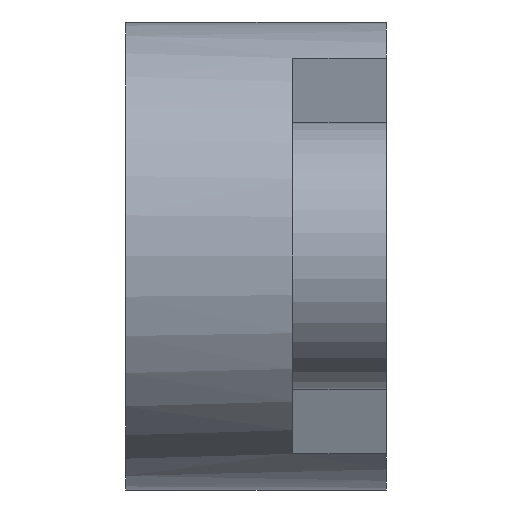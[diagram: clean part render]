
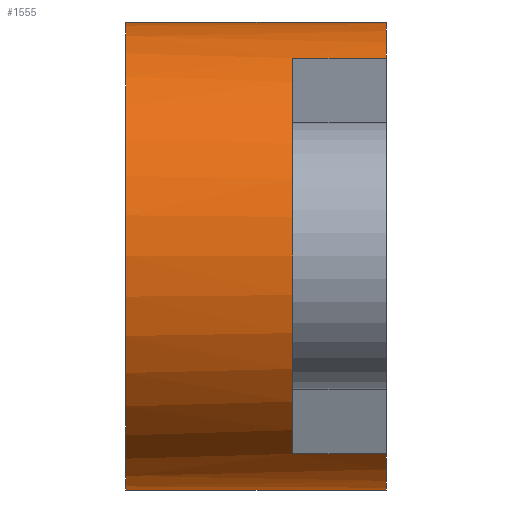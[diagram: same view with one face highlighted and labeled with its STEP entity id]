
A CAD part, left-side view. The second image highlights one B-rep face of the part: STEP entity #1555.
In plain terms, the highlighted cylindrical face has radius 3.5 mm (diameter 7 mm), a partial arc.
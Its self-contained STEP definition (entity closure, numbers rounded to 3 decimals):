
#106 = VERTEX_POINT('',#107);
#107 = CARTESIAN_POINT('',(0.,3.9,3.5));
#108 = VERTEX_POINT('',#109);
#109 = CARTESIAN_POINT('',(0.,3.9,-3.5));
#116 = EDGE_CURVE('',#106,#117,#119,.T.);
#117 = VERTEX_POINT('',#118);
#118 = CARTESIAN_POINT('',(0.,0.,3.5));
#119 = LINE('',#120,#121);
#120 = CARTESIAN_POINT('',(0.,3.9,3.5));
#121 = VECTOR('',#122,1.);
#122 = DIRECTION('',(-0.,-1.,-0.));
#159 = VERTEX_POINT('',#160);
#160 = CARTESIAN_POINT('',(0.,0.,-3.5));
#167 = EDGE_CURVE('',#108,#159,#168,.T.);
#168 = LINE('',#169,#170);
#169 = CARTESIAN_POINT('',(0.,3.9,-3.5));
#170 = VECTOR('',#171,1.);
#171 = DIRECTION('',(-0.,-1.,-0.));
#884 = VERTEX_POINT('',#885);
#885 = CARTESIAN_POINT('',(-1.869,1.4,2.959));
#891 = EDGE_CURVE('',#892,#884,#894,.T.);
#892 = VERTEX_POINT('',#893);
#893 = CARTESIAN_POINT('',(-1.869,1.4,-2.959));
#894 = CIRCLE('',#895,3.5);
#895 = AXIS2_PLACEMENT_3D('',#896,#897,#898);
#896 = CARTESIAN_POINT('',(0.,1.4,0.));
#897 = DIRECTION('',(0.,1.,0.));
#898 = DIRECTION('',(0.,-0.,1.));
#1176 = EDGE_CURVE('',#117,#1177,#1179,.T.);
#1177 = VERTEX_POINT('',#1178);
#1178 = CARTESIAN_POINT('',(-1.869,0.,2.959));
#1179 = CIRCLE('',#1180,3.5);
#1180 = AXIS2_PLACEMENT_3D('',#1181,#1182,#1183);
#1181 = CARTESIAN_POINT('',(0.,0.,0.));
#1182 = DIRECTION('',(0.,-1.,0.));
#1183 = DIRECTION('',(0.,0.,-1.));
#1203 = VERTEX_POINT('',#1204);
#1204 = CARTESIAN_POINT('',(-1.869,-0.,-2.959));
#1210 = EDGE_CURVE('',#1203,#159,#1211,.T.);
#1211 = CIRCLE('',#1212,3.5);
#1212 = AXIS2_PLACEMENT_3D('',#1213,#1214,#1215);
#1213 = CARTESIAN_POINT('',(0.,0.,0.));
#1214 = DIRECTION('',(0.,-1.,0.));
#1215 = DIRECTION('',(0.,0.,-1.));
#1272 = EDGE_CURVE('',#884,#1177,#1273,.T.);
#1273 = LINE('',#1274,#1275);
#1274 = CARTESIAN_POINT('',(-1.869,3.9,2.959));
#1275 = VECTOR('',#1276,1.);
#1276 = DIRECTION('',(-0.,-1.,-0.));
#1313 = EDGE_CURVE('',#892,#1203,#1314,.T.);
#1314 = LINE('',#1315,#1316);
#1315 = CARTESIAN_POINT('',(-1.869,3.9,-2.959));
#1316 = VECTOR('',#1317,1.);
#1317 = DIRECTION('',(-0.,-1.,-0.));
#1533 = EDGE_CURVE('',#108,#106,#1534,.T.);
#1534 = CIRCLE('',#1535,3.5);
#1535 = AXIS2_PLACEMENT_3D('',#1536,#1537,#1538);
#1536 = CARTESIAN_POINT('',(0.,3.9,0.));
#1537 = DIRECTION('',(0.,1.,0.));
#1538 = DIRECTION('',(0.,-0.,1.));
#1555 = ADVANCED_FACE('',(#1556),#1566,.T.);
#1556 = FACE_BOUND('',#1557,.T.);
#1557 = EDGE_LOOP('',(#1558,#1559,#1560,#1561,#1562,#1563,#1564,#1565));
#1558 = ORIENTED_EDGE('',*,*,#116,.F.);
#1559 = ORIENTED_EDGE('',*,*,#1533,.F.);
#1560 = ORIENTED_EDGE('',*,*,#167,.T.);
#1561 = ORIENTED_EDGE('',*,*,#1210,.F.);
#1562 = ORIENTED_EDGE('',*,*,#1313,.F.);
#1563 = ORIENTED_EDGE('',*,*,#891,.T.);
#1564 = ORIENTED_EDGE('',*,*,#1272,.T.);
#1565 = ORIENTED_EDGE('',*,*,#1176,.F.);
#1566 = CYLINDRICAL_SURFACE('',#1567,3.5);
#1567 = AXIS2_PLACEMENT_3D('',#1568,#1569,#1570);
#1568 = CARTESIAN_POINT('',(0.,3.9,0.));
#1569 = DIRECTION('',(-0.,-1.,-0.));
#1570 = DIRECTION('',(0.,0.,-1.));
